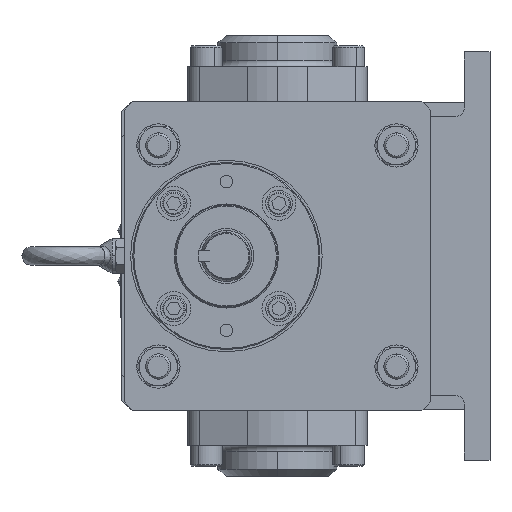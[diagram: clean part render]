
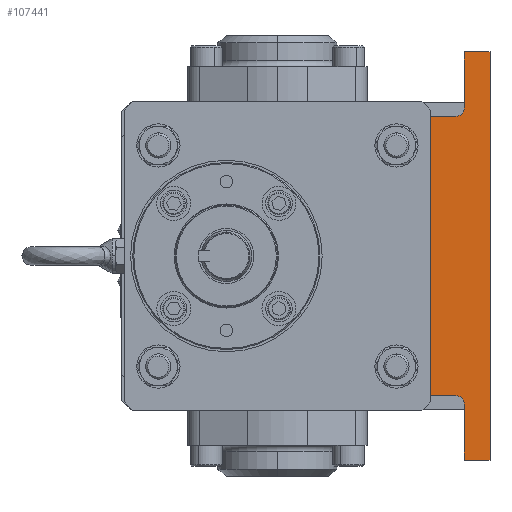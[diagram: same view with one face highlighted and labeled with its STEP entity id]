
A CAD part, left-side view. The second image highlights one B-rep face of the part: STEP entity #107441.
In plain terms, the highlighted planar face has unit normal (-1, 0, 0).
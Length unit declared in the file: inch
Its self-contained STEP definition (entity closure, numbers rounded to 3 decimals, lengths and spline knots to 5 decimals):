
#1609 = CIRCLE ( 'NONE', #92324, 0.25 ) ;
#2101 = DIRECTION ( 'NONE',  ( 0., 0., 1. ) ) ;
#3841 = ORIENTED_EDGE ( 'NONE', *, *, #88034, .F. ) ;
#7113 = DIRECTION ( 'NONE',  ( 0., 0., 1. ) ) ;
#7810 = ORIENTED_EDGE ( 'NONE', *, *, #42738, .F. ) ;
#11119 = VECTOR ( 'NONE', #46813, 39.37008 ) ;
#14689 = LINE ( 'NONE', #62047, #19880 ) ;
#15520 = CIRCLE ( 'NONE', #80343, 0.25 ) ;
#16143 = EDGE_CURVE ( 'NONE', #49707, #45410, #24641, .T. ) ;
#19061 = EDGE_CURVE ( 'NONE', #122793, #41176, #15520, .T. ) ;
#19880 = VECTOR ( 'NONE', #7113, 39.37008 ) ;
#20010 = VECTOR ( 'NONE', #137009, 39.37008 ) ;
#20138 = LINE ( 'NONE', #73490, #71447 ) ;
#24641 = LINE ( 'NONE', #48625, #111976 ) ;
#25352 = ORIENTED_EDGE ( 'NONE', *, *, #16143, .F. ) ;
#26835 = CARTESIAN_POINT ( 'NONE',  ( -2.016, -5.21, 4.11 ) ) ;
#26886 = LINE ( 'NONE', #125923, #20010 ) ;
#27646 = PLANE ( 'NONE',  #137148 ) ;
#28198 = CARTESIAN_POINT ( 'NONE',  ( -2.016, -6.21, 6. ) ) ;
#29516 = DIRECTION ( 'NONE',  ( 0., 0., 1. ) ) ;
#37118 = VERTEX_POINT ( 'NONE', #136633 ) ;
#41176 = VERTEX_POINT ( 'NONE', #57434 ) ;
#42738 = EDGE_CURVE ( 'NONE', #37118, #126789, #26886, .T. ) ;
#45410 = VERTEX_POINT ( 'NONE', #102287 ) ;
#46813 = DIRECTION ( 'NONE',  ( 0., 1., 0. ) ) ;
#47688 = DIRECTION ( 'NONE',  ( 0., 1., 0. ) ) ;
#48625 = CARTESIAN_POINT ( 'NONE',  ( -2.016, -6.21, -6. ) ) ;
#49707 = VERTEX_POINT ( 'NONE', #118454 ) ;
#50153 = DIRECTION ( 'NONE',  ( 0., 0., -1. ) ) ;
#52778 = CARTESIAN_POINT ( 'NONE',  ( -2.016, -5.46, 6. ) ) ;
#53025 = VECTOR ( 'NONE', #50153, 39.37008 ) ;
#53460 = DIRECTION ( 'NONE',  ( 1., 0., 0. ) ) ;
#56461 = LINE ( 'NONE', #28198, #53025 ) ;
#56627 = CARTESIAN_POINT ( 'NONE',  ( -2.016, -5.46, -4.11 ) ) ;
#57434 = CARTESIAN_POINT ( 'NONE',  ( -2.016, -5.46, -4.36 ) ) ;
#57697 = DIRECTION ( 'NONE',  ( 1., 0., 0. ) ) ;
#58165 = DIRECTION ( 'NONE',  ( 0., 0., -1. ) ) ;
#62047 = CARTESIAN_POINT ( 'NONE',  ( -2.016, -4.46, -4.11 ) ) ;
#64281 = VECTOR ( 'NONE', #2101, 39.37008 ) ;
#67632 = ORIENTED_EDGE ( 'NONE', *, *, #132752, .F. ) ;
#71447 = VECTOR ( 'NONE', #29516, 39.37008 ) ;
#71955 = VERTEX_POINT ( 'NONE', #87258 ) ;
#72080 = DIRECTION ( 'NONE',  ( 1., 0., 0. ) ) ;
#73490 = CARTESIAN_POINT ( 'NONE',  ( -2.016, -5.46, 4.11 ) ) ;
#75347 = ORIENTED_EDGE ( 'NONE', *, *, #110882, .F. ) ;
#78336 = CARTESIAN_POINT ( 'NONE',  ( -2.016, -5.21, 4.36 ) ) ;
#79007 = EDGE_CURVE ( 'NONE', #111632, #37118, #14689, .T. ) ;
#80343 = AXIS2_PLACEMENT_3D ( 'NONE', #109533, #53460, #141166 ) ;
#81232 = EDGE_LOOP ( 'NONE', ( #134342, #116912, #98891, #7810, #105922, #3841, #121265, #67632, #25352, #75347 ) ) ;
#81722 = DIRECTION ( 'NONE',  ( 0., 1., 0. ) ) ;
#82412 = EDGE_CURVE ( 'NONE', #71955, #126789, #1609, .T. ) ;
#83925 = DIRECTION ( 'NONE',  ( 0., -1., 0. ) ) ;
#84925 = LINE ( 'NONE', #56627, #64281 ) ;
#85322 = CARTESIAN_POINT ( 'NONE',  ( -2.016, -5.46, 6. ) ) ;
#86430 = LINE ( 'NONE', #85322, #139666 ) ;
#87258 = CARTESIAN_POINT ( 'NONE',  ( -2.016, -5.46, 4.36 ) ) ;
#88034 = EDGE_CURVE ( 'NONE', #122793, #111632, #125886, .T. ) ;
#91610 = EDGE_CURVE ( 'NONE', #93406, #96467, #86430, .T. ) ;
#92040 = FACE_OUTER_BOUND ( 'NONE', #81232, .T. ) ;
#92324 = AXIS2_PLACEMENT_3D ( 'NONE', #78336, #57697, #58165 ) ;
#92489 = CARTESIAN_POINT ( 'NONE',  ( -2.016, -5.21, -4.11 ) ) ;
#93406 = VERTEX_POINT ( 'NONE', #52778 ) ;
#96467 = VERTEX_POINT ( 'NONE', #138787 ) ;
#98891 = ORIENTED_EDGE ( 'NONE', *, *, #82412, .T. ) ;
#102287 = CARTESIAN_POINT ( 'NONE',  ( -2.016, -5.46, -6. ) ) ;
#104701 = CARTESIAN_POINT ( 'NONE',  ( -2.016, -4.46, 0. ) ) ;
#105922 = ORIENTED_EDGE ( 'NONE', *, *, #79007, .F. ) ;
#107441 = ADVANCED_FACE ( 'NONE', ( #92040 ), #27646, .F. ) ;
#107629 = EDGE_CURVE ( 'NONE', #71955, #93406, #20138, .T. ) ;
#109533 = CARTESIAN_POINT ( 'NONE',  ( -2.016, -5.21, -4.36 ) ) ;
#110882 = EDGE_CURVE ( 'NONE', #96467, #49707, #56461, .T. ) ;
#111632 = VERTEX_POINT ( 'NONE', #133297 ) ;
#111976 = VECTOR ( 'NONE', #47688, 39.37008 ) ;
#112440 = CARTESIAN_POINT ( 'NONE',  ( -2.016, -4.46, -4.11 ) ) ;
#116912 = ORIENTED_EDGE ( 'NONE', *, *, #107629, .F. ) ;
#118454 = CARTESIAN_POINT ( 'NONE',  ( -2.016, -6.21, -6. ) ) ;
#121265 = ORIENTED_EDGE ( 'NONE', *, *, #19061, .T. ) ;
#122793 = VERTEX_POINT ( 'NONE', #92489 ) ;
#125886 = LINE ( 'NONE', #112440, #11119 ) ;
#125923 = CARTESIAN_POINT ( 'NONE',  ( -2.016, -4.46, 4.11 ) ) ;
#126789 = VERTEX_POINT ( 'NONE', #26835 ) ;
#132752 = EDGE_CURVE ( 'NONE', #45410, #41176, #84925, .T. ) ;
#133297 = CARTESIAN_POINT ( 'NONE',  ( -2.016, -4.46, -4.11 ) ) ;
#134342 = ORIENTED_EDGE ( 'NONE', *, *, #91610, .F. ) ;
#136633 = CARTESIAN_POINT ( 'NONE',  ( -2.016, -4.46, 4.11 ) ) ;
#137009 = DIRECTION ( 'NONE',  ( 0., -1., 0. ) ) ;
#137148 = AXIS2_PLACEMENT_3D ( 'NONE', #104701, #72080, #81722 ) ;
#138787 = CARTESIAN_POINT ( 'NONE',  ( -2.016, -6.21, 6. ) ) ;
#139666 = VECTOR ( 'NONE', #83925, 39.37008 ) ;
#141166 = DIRECTION ( 'NONE',  ( 0., 0., -1. ) ) ;
